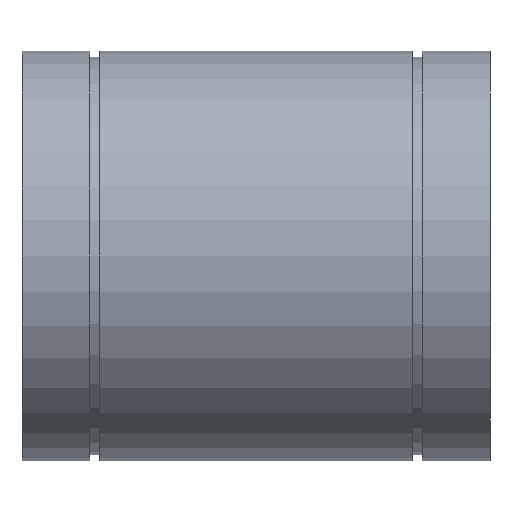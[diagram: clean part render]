
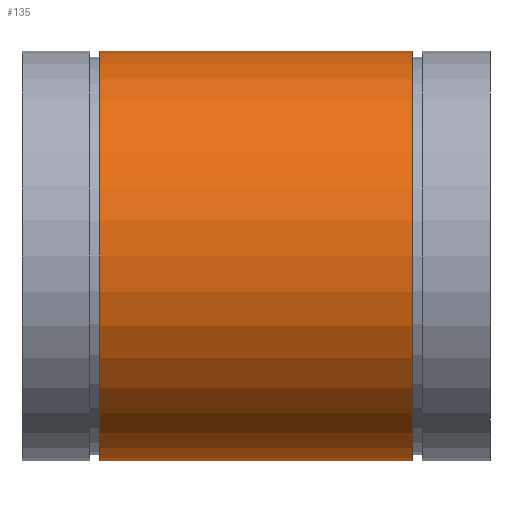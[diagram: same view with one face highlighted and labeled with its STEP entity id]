
A CAD part, front view. The second image highlights one B-rep face of the part: STEP entity #135.
In plain terms, the highlighted cylindrical face has radius 105 mm (diameter 210 mm), a full revolution.
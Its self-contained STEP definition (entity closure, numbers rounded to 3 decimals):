
#21=FACE_BOUND('',#46,.T.);
#33=FACE_OUTER_BOUND('',#45,.T.);
#45=EDGE_LOOP('',(#105));
#46=EDGE_LOOP('',(#106));
#69=CIRCLE('',#168,105.);
#70=CIRCLE('',#169,105.);
#81=VERTEX_POINT('',#243);
#82=VERTEX_POINT('',#245);
#93=EDGE_CURVE('',#81,#81,#69,.F.);
#94=EDGE_CURVE('',#82,#82,#70,.F.);
#105=ORIENTED_EDGE('',*,*,#93,.T.);
#106=ORIENTED_EDGE('',*,*,#94,.T.);
#129=CYLINDRICAL_SURFACE('',#167,105.);
#135=ADVANCED_FACE('',(#33,#21),#129,.T.);
#167=AXIS2_PLACEMENT_3D('',#242,#193,#194);
#168=AXIS2_PLACEMENT_3D('',#244,#195,#196);
#169=AXIS2_PLACEMENT_3D('',#246,#197,#198);
#193=DIRECTION('center_axis',(1.,0.,0.));
#194=DIRECTION('ref_axis',(0.,0.,-1.));
#195=DIRECTION('center_axis',(-1.,0.,0.));
#196=DIRECTION('ref_axis',(0.,0.,1.));
#197=DIRECTION('center_axis',(1.,0.,0.));
#198=DIRECTION('ref_axis',(0.,0.,-1.));
#242=CARTESIAN_POINT('Origin',(-120.,0.,0.));
#243=CARTESIAN_POINT('',(-80.15,0.,105.));
#244=CARTESIAN_POINT('Origin',(-80.15,0.,0.));
#245=CARTESIAN_POINT('',(80.15,0.,-105.));
#246=CARTESIAN_POINT('Origin',(80.15,0.,0.));
